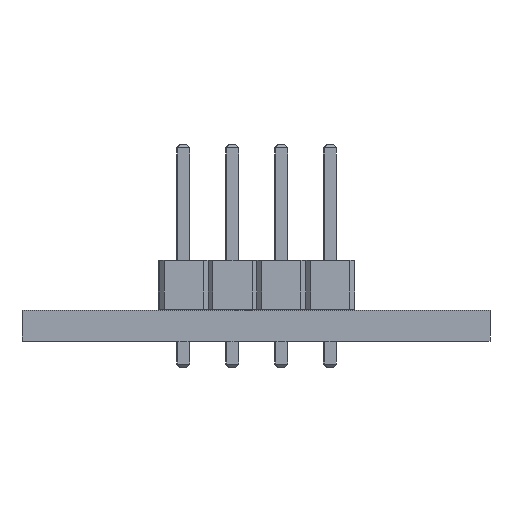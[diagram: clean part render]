
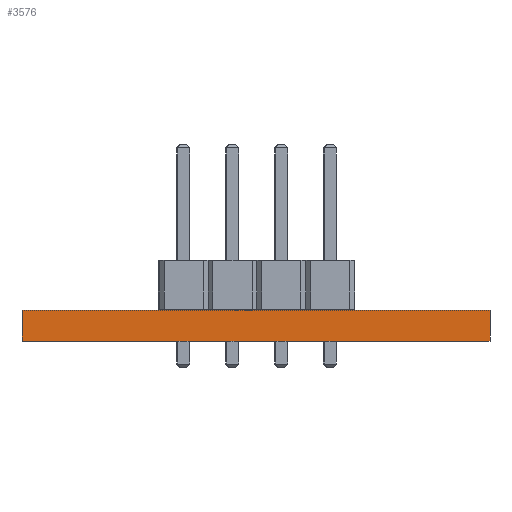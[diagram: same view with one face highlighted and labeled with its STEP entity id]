
A CAD part, left-side view. The second image highlights one B-rep face of the part: STEP entity #3576.
In plain terms, the highlighted planar face has unit normal (-1, 0, 0).
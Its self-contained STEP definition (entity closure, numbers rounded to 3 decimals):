
#2981 = VERTEX_POINT('',#2982);
#2982 = CARTESIAN_POINT('',(-8.459,12.153,0.));
#2988 = EDGE_CURVE('',#2989,#2981,#2991,.T.);
#2989 = VERTEX_POINT('',#2990);
#2990 = CARTESIAN_POINT('',(-8.459,-12.153,0.));
#2991 = LINE('',#2992,#2993);
#2992 = CARTESIAN_POINT('',(-8.459,-12.153,0.));
#2993 = VECTOR('',#2994,1.);
#2994 = DIRECTION('',(0.,1.,0.));
#3265 = VERTEX_POINT('',#3266);
#3266 = CARTESIAN_POINT('',(-8.459,12.153,1.6));
#3272 = EDGE_CURVE('',#3273,#3265,#3275,.T.);
#3273 = VERTEX_POINT('',#3274);
#3274 = CARTESIAN_POINT('',(-8.459,-12.153,1.6));
#3275 = LINE('',#3276,#3277);
#3276 = CARTESIAN_POINT('',(-8.459,-12.153,1.6));
#3277 = VECTOR('',#3278,1.);
#3278 = DIRECTION('',(0.,1.,0.));
#3546 = EDGE_CURVE('',#2981,#3265,#3547,.T.);
#3547 = LINE('',#3548,#3549);
#3548 = CARTESIAN_POINT('',(-8.459,12.153,0.));
#3549 = VECTOR('',#3550,1.);
#3550 = DIRECTION('',(0.,0.,1.));
#3576 = ADVANCED_FACE('',(#3577),#3588,.T.);
#3577 = FACE_BOUND('',#3578,.T.);
#3578 = EDGE_LOOP('',(#3579,#3585,#3586,#3587));
#3579 = ORIENTED_EDGE('',*,*,#3580,.T.);
#3580 = EDGE_CURVE('',#2989,#3273,#3581,.T.);
#3581 = LINE('',#3582,#3583);
#3582 = CARTESIAN_POINT('',(-8.459,-12.153,0.));
#3583 = VECTOR('',#3584,1.);
#3584 = DIRECTION('',(0.,0.,1.));
#3585 = ORIENTED_EDGE('',*,*,#3272,.T.);
#3586 = ORIENTED_EDGE('',*,*,#3546,.F.);
#3587 = ORIENTED_EDGE('',*,*,#2988,.F.);
#3588 = PLANE('',#3589);
#3589 = AXIS2_PLACEMENT_3D('',#3590,#3591,#3592);
#3590 = CARTESIAN_POINT('',(-8.459,-12.153,0.));
#3591 = DIRECTION('',(-1.,0.,0.));
#3592 = DIRECTION('',(0.,1.,0.));
